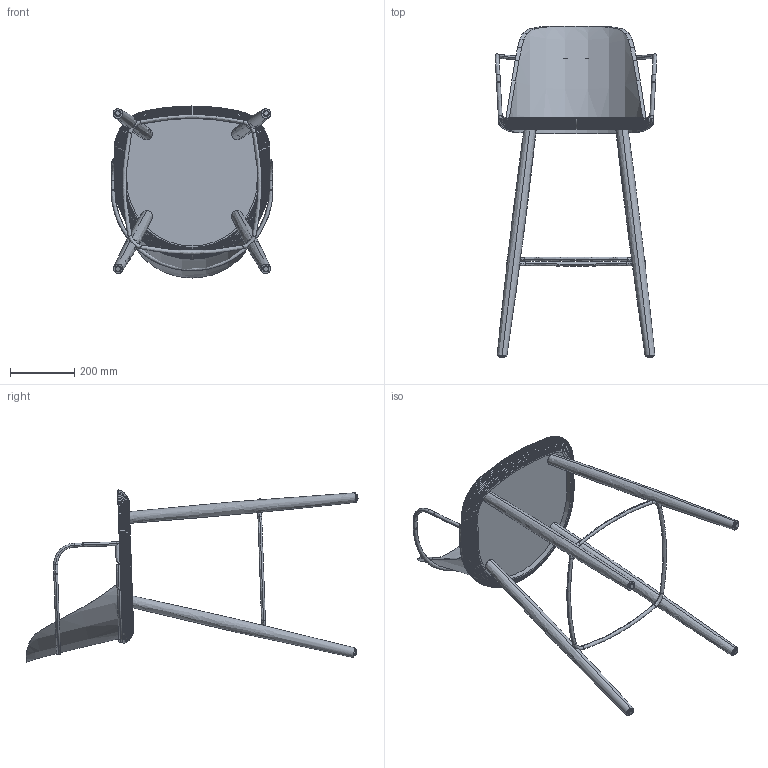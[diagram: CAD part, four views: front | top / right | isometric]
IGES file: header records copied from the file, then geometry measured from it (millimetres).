
Start section: SolidWorks IGES file using analytic representation for surfaces
Global section: file name: NU004 - IGS.IGS; native system: SolidWorks 2019; preprocessor: SolidWorks 2019; author: Comunicacao1; date: 201102.151846; units: millimetre
Bounding box: 502.41 x 1030.71 x 534 mm (x, y, z)
Volume: 8836535.5 mm3; surface area: 1301737.3 mm2
Topology: 13 solids, 13 shells, 779 faces, 1802 edges, 1075 vertices
Faces by surface type: revolution 410, plane 313, bspline 56
